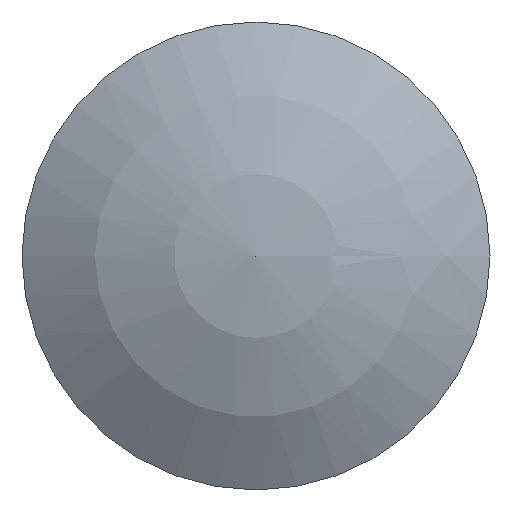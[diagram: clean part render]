
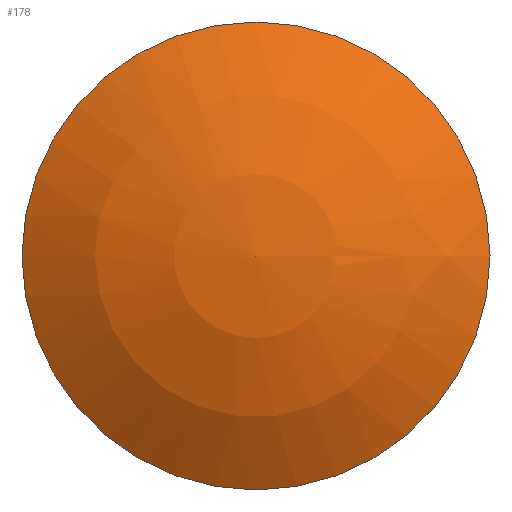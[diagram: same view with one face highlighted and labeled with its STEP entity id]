
A CAD part, left-side view. The second image highlights one B-rep face of the part: STEP entity #178.
In plain terms, the highlighted spherical face has radius 2.725 mm.
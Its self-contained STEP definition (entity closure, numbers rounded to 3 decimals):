
#1 = CARTESIAN_POINT ( 'NONE',  ( -11.55, 0., 0. ) ) ;
#6 = FACE_OUTER_BOUND ( 'NONE', #171, .T. ) ;
#12 = DIRECTION ( 'NONE',  ( 0., 0., 1. ) ) ;
#20 = DIRECTION ( 'NONE',  ( 0., 0., 1. ) ) ;
#28 = CARTESIAN_POINT ( 'NONE',  ( -11.55, 0., -1.5 ) ) ;
#43 = AXIS2_PLACEMENT_3D ( 'NONE', #113, #150, #20 ) ;
#50 = AXIS2_PLACEMENT_3D ( 'NONE', #1, #62, #12 ) ;
#62 = DIRECTION ( 'NONE',  ( -1., 0., 0. ) ) ;
#84 = EDGE_CURVE ( 'NONE', #222, #183, #135, .T. ) ;
#86 = CARTESIAN_POINT ( 'NONE',  ( -9.275, 0., 0. ) ) ;
#92 = ORIENTED_EDGE ( 'NONE', *, *, #84, .T. ) ;
#113 = CARTESIAN_POINT ( 'NONE',  ( -11.55, 0., 0. ) ) ;
#114 = AXIS2_PLACEMENT_3D ( 'NONE', #86, #116, #117 ) ;
#116 = DIRECTION ( 'NONE',  ( 1., 0., 0. ) ) ;
#117 = DIRECTION ( 'NONE',  ( 0., -1., 0. ) ) ;
#135 = CIRCLE ( 'NONE', #43, 1.5 ) ;
#141 = CIRCLE ( 'NONE', #50, 1.5 ) ;
#150 = DIRECTION ( 'NONE',  ( -1., 0., 0. ) ) ;
#152 = EDGE_CURVE ( 'NONE', #183, #222, #141, .T. ) ;
#157 = SPHERICAL_SURFACE ( 'NONE', #114, 2.725 ) ;
#171 = EDGE_LOOP ( 'NONE', ( #224, #92 ) ) ;
#178 = ADVANCED_FACE ( 'NONE', ( #6 ), #157, .T. ) ;
#183 = VERTEX_POINT ( 'NONE', #28 ) ;
#212 = CARTESIAN_POINT ( 'NONE',  ( -11.55, 0., 1.5 ) ) ;
#222 = VERTEX_POINT ( 'NONE', #212 ) ;
#224 = ORIENTED_EDGE ( 'NONE', *, *, #152, .T. ) ;
